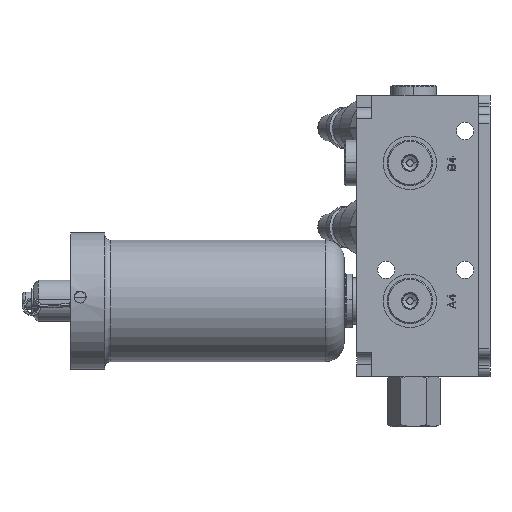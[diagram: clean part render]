
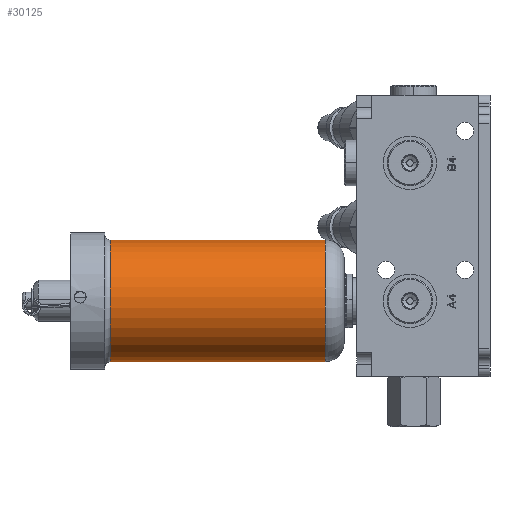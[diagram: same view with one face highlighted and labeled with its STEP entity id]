
A CAD part, left-side view. The second image highlights one B-rep face of the part: STEP entity #30125.
In plain terms, the highlighted cylindrical face has radius 25.4 mm (diameter 50.8 mm), a partial arc.
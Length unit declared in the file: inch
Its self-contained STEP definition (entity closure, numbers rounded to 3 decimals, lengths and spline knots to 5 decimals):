
#1948=CARTESIAN_POINT('',(0.,6.04092,-1.068));
#1949=DIRECTION('',(0.,-1.,0.));
#1950=DIRECTION('',(0.057,0.,0.998));
#1951=AXIS2_PLACEMENT_3D('',#1948,#1949,#1950);
#1958=DIRECTION('',(0.,1.,0.));
#1959=VECTOR('',#1958,3.526);
#1960=CARTESIAN_POINT('',(0.05697,2.51492,
-0.06962));
#1961=LINE('',#1960,#1959);
#1962=CARTESIAN_POINT('',(0.,2.51492,-1.068));
#1963=DIRECTION('',(0.,-1.,0.));
#1964=DIRECTION('',(0.057,0.,0.998));
#1965=AXIS2_PLACEMENT_3D('',#1962,#1963,#1964);
#1967=DIRECTION('',(0.,1.,0.));
#1968=VECTOR('',#1967,3.526);
#1969=CARTESIAN_POINT('',(-0.05697,2.51492,
-2.06638));
#1970=LINE('',#1969,#1968);
#26529=CARTESIAN_POINT('',(0.05697,2.51492,
-0.06962));
#26531=VERTEX_POINT('',#26529);
#26532=CARTESIAN_POINT('',(0.05697,6.04092,
-0.06962));
#26533=VERTEX_POINT('',#26532);
#26545=CARTESIAN_POINT('',(-0.05697,2.51492,
-2.06638));
#26547=VERTEX_POINT('',#26545);
#26548=CARTESIAN_POINT('',(-0.05697,6.04092,
-2.06638));
#26549=VERTEX_POINT('',#26548);
#30111=CARTESIAN_POINT('',(0.,1.42812,-1.068));
#30112=DIRECTION('',(0.,1.,0.));
#30113=DIRECTION('',(0.057,0.,0.998));
#30114=AXIS2_PLACEMENT_3D('',#30111,#30112,#30113);
#30115=CYLINDRICAL_SURFACE('',#30114,1.);
#30117=ORIENTED_EDGE('',*,*,#30116,.F.);
#30119=ORIENTED_EDGE('',*,*,#30118,.T.);
#30121=ORIENTED_EDGE('',*,*,#30120,.T.);
#30122=ORIENTED_EDGE('',*,*,#30104,.F.);
#30123=EDGE_LOOP('',(#30117,#30119,#30121,#30122));
#30124=FACE_OUTER_BOUND('',#30123,.F.);
#30125=ADVANCED_FACE('',(#30124),#30115,.T.);
#1952=CIRCLE('',#1951,1.);
#1966=CIRCLE('',#1965,1.);
#30104=EDGE_CURVE('',#26533,#26549,#1952,.T.);
#30116=EDGE_CURVE('',#26531,#26533,#1961,.T.);
#30118=EDGE_CURVE('',#26531,#26547,#1966,.T.);
#30120=EDGE_CURVE('',#26547,#26549,#1970,.T.);
